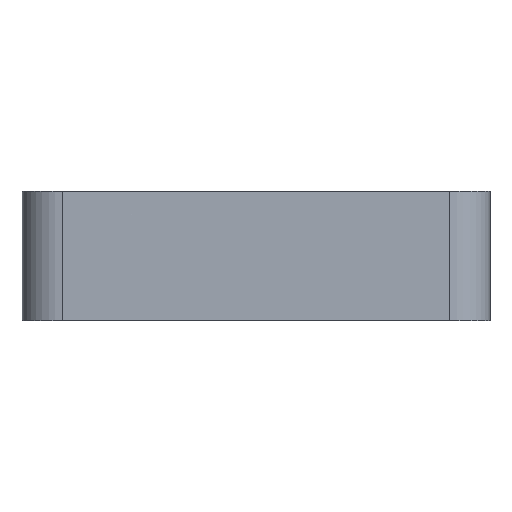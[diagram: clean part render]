
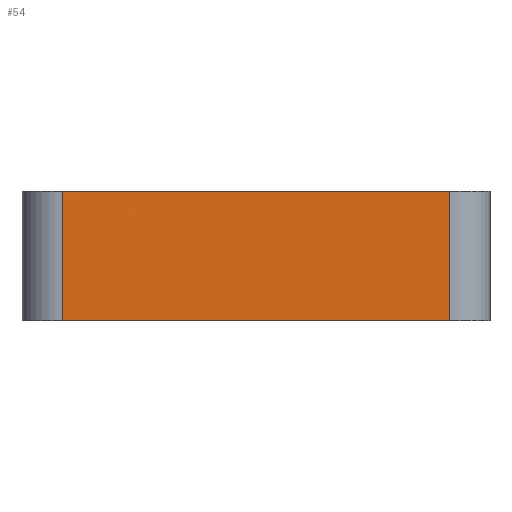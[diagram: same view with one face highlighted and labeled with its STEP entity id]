
A CAD part, left-side view. The second image highlights one B-rep face of the part: STEP entity #54.
In plain terms, the highlighted planar face has unit normal (-1, 0, 0).
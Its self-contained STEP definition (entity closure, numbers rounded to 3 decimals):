
#54=ADVANCED_FACE('',(#176),#177,.T.);
#176=FACE_OUTER_BOUND('',#408,.T.);
#177=PLANE('',#409);
#408=EDGE_LOOP('',(#711,#712,#713,#714));
#409=AXIS2_PLACEMENT_3D('',#715,#716,#717);
#711=ORIENTED_EDGE('',*,*,#1399,.T.);
#712=ORIENTED_EDGE('',*,*,#1400,.F.);
#713=ORIENTED_EDGE('',*,*,#1385,.F.);
#714=ORIENTED_EDGE('',*,*,#1329,.T.);
#715=CARTESIAN_POINT('',(-73.0,24.0,0.0));
#716=DIRECTION('',(-1.0,0.0,0.0));
#717=DIRECTION('',(0.0,0.0,1.0));
#1329=EDGE_CURVE('',#1570,#1568,#1571,.T.);
#1385=EDGE_CURVE('',#1570,#1681,#1682,.T.);
#1399=EDGE_CURVE('',#1568,#1701,#1703,.T.);
#1400=EDGE_CURVE('',#1681,#1701,#1704,.T.);
#1568=VERTEX_POINT('',#1961);
#1570=VERTEX_POINT('',#1963);
#1571=LINE('',#1964,#1965);
#1681=VERTEX_POINT('',#2075);
#1682=LINE('',#2076,#2077);
#1701=VERTEX_POINT('',#2105);
#1703=LINE('',#2107,#2108);
#1704=LINE('',#2109,#2110);
#1961=CARTESIAN_POINT('',(-73.0,-24.0,0.0));
#1963=CARTESIAN_POINT('',(-73.0,24.0,0.0));
#1964=CARTESIAN_POINT('',(-73.0,24.0,0.0));
#1965=VECTOR('',#2451,48.0);
#2075=CARTESIAN_POINT('',(-73.0,24.0,16.0));
#2076=CARTESIAN_POINT('',(-73.0,24.0,0.0));
#2077=VECTOR('',#2617,16.0);
#2105=CARTESIAN_POINT('',(-73.0,-24.0,16.0));
#2107=CARTESIAN_POINT('',(-73.0,-24.0,0.0));
#2108=VECTOR('',#2639,16.0);
#2109=CARTESIAN_POINT('',(-73.0,24.0,16.0));
#2110=VECTOR('',#2640,48.0);
#2451=DIRECTION('',(0.0,-1.0,0.0));
#2617=DIRECTION('',(0.0,0.0,1.0));
#2639=DIRECTION('',(0.0,0.0,1.0));
#2640=DIRECTION('',(0.0,-1.0,0.0));
